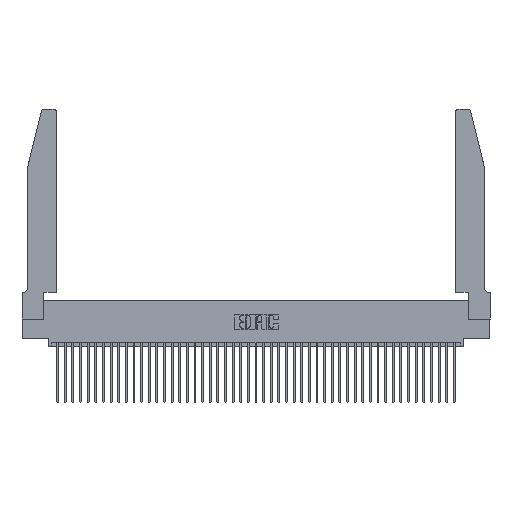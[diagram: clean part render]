
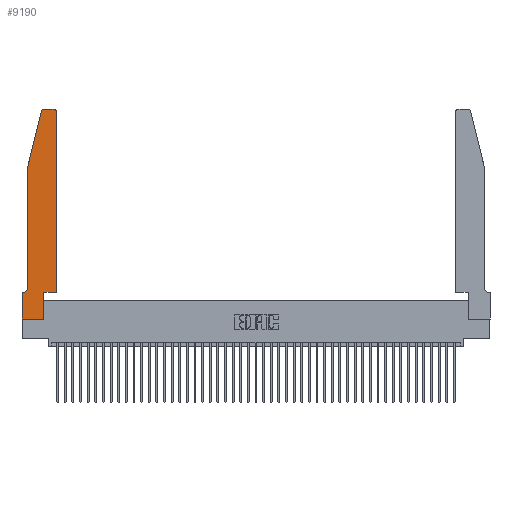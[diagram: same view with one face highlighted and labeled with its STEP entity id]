
A CAD part, top view. The second image highlights one B-rep face of the part: STEP entity #9190.
In plain terms, the highlighted planar face has unit normal (0, 0, 1).
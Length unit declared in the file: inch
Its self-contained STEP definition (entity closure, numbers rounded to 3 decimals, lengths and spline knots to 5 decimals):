
#282 = VECTOR ( 'NONE', #2560, 39.37008 ) ;
#1312 = CARTESIAN_POINT ( 'NONE',  ( 0.4505, 0.35, 0.37 ) ) ;
#1314 = VERTEX_POINT ( 'NONE', #2653 ) ;
#1371 = EDGE_CURVE ( 'NONE', #27756, #22709, #35471, .T. ) ;
#1779 = CARTESIAN_POINT ( 'NONE',  ( 0.284, 2.72, 0.37 ) ) ;
#1815 = LINE ( 'NONE', #3411, #14398 ) ;
#1943 = DIRECTION ( 'NONE',  ( 0., 0., 1. ) ) ;
#1975 = LINE ( 'NONE', #42471, #37312 ) ;
#2560 = DIRECTION ( 'NONE',  ( 0., 1., 0. ) ) ;
#2653 = CARTESIAN_POINT ( 'NONE',  ( 0., 0., 0.37 ) ) ;
#3282 = CARTESIAN_POINT ( 'NONE',  ( 0.2865, 0.35, 0.37 ) ) ;
#3309 = VERTEX_POINT ( 'NONE', #38131 ) ;
#3342 = ORIENTED_EDGE ( 'NONE', *, *, #7945, .T. ) ;
#3382 = VECTOR ( 'NONE', #30974, 39.37008 ) ;
#3411 = CARTESIAN_POINT ( 'NONE',  ( 0.0755, 2., 0.37 ) ) ;
#4719 = LINE ( 'NONE', #11958, #28152 ) ;
#5769 = DIRECTION ( 'NONE',  ( 1., 0., 0. ) ) ;
#6190 = LINE ( 'NONE', #30209, #21950 ) ;
#7500 = CARTESIAN_POINT ( 'NONE',  ( 0.0755, 0.42, 0.37 ) ) ;
#7715 = DIRECTION ( 'NONE',  ( 1., 0., 0. ) ) ;
#7945 = EDGE_CURVE ( 'NONE', #31146, #28032, #1975, .T. ) ;
#8250 = EDGE_CURVE ( 'NONE', #15858, #44910, #43311, .T. ) ;
#9190 = ADVANCED_FACE ( 'NONE', ( #11093 ), #15002, .T. ) ;
#9527 = VERTEX_POINT ( 'NONE', #26324 ) ;
#10046 = CARTESIAN_POINT ( 'NONE',  ( 0.4505, 2.72, 0.37 ) ) ;
#10292 = EDGE_CURVE ( 'NONE', #1314, #9527, #6190, .T. ) ;
#10416 = CARTESIAN_POINT ( 'NONE',  ( 0.25487, 2.72718, 0.37 ) ) ;
#11093 = FACE_OUTER_BOUND ( 'NONE', #38725, .T. ) ;
#11715 = DIRECTION ( 'NONE',  ( 0., 0., 1. ) ) ;
#11958 = CARTESIAN_POINT ( 'NONE',  ( 0., 0., 0.37 ) ) ;
#12379 = CARTESIAN_POINT ( 'NONE',  ( 0.0055, 0.42, 0.37 ) ) ;
#12710 = VERTEX_POINT ( 'NONE', #7500 ) ;
#13085 = DIRECTION ( 'NONE',  ( -0.239, -0.971, 0. ) ) ;
#13501 = AXIS2_PLACEMENT_3D ( 'NONE', #25230, #11715, #35870 ) ;
#13539 = VECTOR ( 'NONE', #17518, 39.37008 ) ;
#13650 = ORIENTED_EDGE ( 'NONE', *, *, #27518, .T. ) ;
#13954 = VECTOR ( 'NONE', #38276, 39.37008 ) ;
#14028 = CARTESIAN_POINT ( 'NONE',  ( 0.4505, 0.35, 0.37 ) ) ;
#14398 = VECTOR ( 'NONE', #43902, 39.37008 ) ;
#14543 = ORIENTED_EDGE ( 'NONE', *, *, #8250, .T. ) ;
#14738 = ORIENTED_EDGE ( 'NONE', *, *, #10292, .T. ) ;
#15002 = PLANE ( 'NONE',  #25317 ) ;
#15037 = AXIS2_PLACEMENT_3D ( 'NONE', #12379, #22878, #33141 ) ;
#15054 = ORIENTED_EDGE ( 'NONE', *, *, #23017, .T. ) ;
#15315 = DIRECTION ( 'NONE',  ( 0., 0., 1. ) ) ;
#15741 = CIRCLE ( 'NONE', #15037, 0.07 ) ;
#15858 = VERTEX_POINT ( 'NONE', #25618 ) ;
#16401 = EDGE_CURVE ( 'NONE', #44910, #1314, #4719, .T. ) ;
#17518 = DIRECTION ( 'NONE',  ( 0., 1., 0. ) ) ;
#19973 = CARTESIAN_POINT ( 'NONE',  ( 0.2865, 0.35, 0.37 ) ) ;
#21950 = VECTOR ( 'NONE', #28042, 39.37008 ) ;
#22211 = ORIENTED_EDGE ( 'NONE', *, *, #16401, .T. ) ;
#22228 = AXIS2_PLACEMENT_3D ( 'NONE', #1779, #1943, #5769 ) ;
#22709 = VERTEX_POINT ( 'NONE', #33502 ) ;
#22878 = DIRECTION ( 'NONE',  ( 0., 0., -1. ) ) ;
#23017 = EDGE_CURVE ( 'NONE', #44507, #42722, #33056, .T. ) ;
#23927 = EDGE_CURVE ( 'NONE', #3309, #44507, #25364, .T. ) ;
#25007 = ORIENTED_EDGE ( 'NONE', *, *, #34083, .T. ) ;
#25230 = CARTESIAN_POINT ( 'NONE',  ( 0.4205, 2.72, 0.37 ) ) ;
#25317 = AXIS2_PLACEMENT_3D ( 'NONE', #39233, #15315, #42792 ) ;
#25364 = CIRCLE ( 'NONE', #22228, 0.03 ) ;
#25618 = CARTESIAN_POINT ( 'NONE',  ( 0.0055, 0.35, 0.37 ) ) ;
#26282 = LINE ( 'NONE', #28091, #3382 ) ;
#26324 = CARTESIAN_POINT ( 'NONE',  ( 0.2865, 0., 0.37 ) ) ;
#27101 = LINE ( 'NONE', #14028, #13539 ) ;
#27518 = EDGE_CURVE ( 'NONE', #12710, #15858, #15741, .T. ) ;
#27756 = VERTEX_POINT ( 'NONE', #10046 ) ;
#28032 = VERTEX_POINT ( 'NONE', #1312 ) ;
#28042 = DIRECTION ( 'NONE',  ( 1., 0., 0. ) ) ;
#28091 = CARTESIAN_POINT ( 'NONE',  ( 0.2605, 2.75, 0.37 ) ) ;
#28152 = VECTOR ( 'NONE', #36265, 39.37008 ) ;
#28596 = ORIENTED_EDGE ( 'NONE', *, *, #36439, .T. ) ;
#29548 = EDGE_CURVE ( 'NONE', #9527, #31146, #40007, .T. ) ;
#30209 = CARTESIAN_POINT ( 'NONE',  ( 0., 0., 0.37 ) ) ;
#30399 = CARTESIAN_POINT ( 'NONE',  ( 0.0755, 2., 0.37 ) ) ;
#30974 = DIRECTION ( 'NONE',  ( -1., 0., 0. ) ) ;
#31146 = VERTEX_POINT ( 'NONE', #3282 ) ;
#31520 = ORIENTED_EDGE ( 'NONE', *, *, #1371, .T. ) ;
#33056 = LINE ( 'NONE', #30399, #44537 ) ;
#33141 = DIRECTION ( 'NONE',  ( -1., 0., 0. ) ) ;
#33502 = CARTESIAN_POINT ( 'NONE',  ( 0.4205, 2.75, 0.37 ) ) ;
#34083 = EDGE_CURVE ( 'NONE', #28032, #27756, #27101, .T. ) ;
#35471 = CIRCLE ( 'NONE', #13501, 0.03 ) ;
#35870 = DIRECTION ( 'NONE',  ( 1., 0., 0. ) ) ;
#36265 = DIRECTION ( 'NONE',  ( 0., -1., 0. ) ) ;
#36364 = CARTESIAN_POINT ( 'NONE',  ( 0., 0.35, 0.37 ) ) ;
#36439 = EDGE_CURVE ( 'NONE', #42722, #12710, #1815, .T. ) ;
#37312 = VECTOR ( 'NONE', #7715, 39.37008 ) ;
#38131 = CARTESIAN_POINT ( 'NONE',  ( 0.284, 2.75, 0.37 ) ) ;
#38276 = DIRECTION ( 'NONE',  ( -1., 0., 0. ) ) ;
#38725 = EDGE_LOOP ( 'NONE', ( #42516, #40666, #15054, #28596, #13650, #14543, #22211, #14738, #42575, #3342, #25007, #31520 ) ) ;
#39233 = CARTESIAN_POINT ( 'NONE',  ( 0., 0.35, 0.37 ) ) ;
#40007 = LINE ( 'NONE', #19973, #282 ) ;
#40666 = ORIENTED_EDGE ( 'NONE', *, *, #23927, .T. ) ;
#41615 = CARTESIAN_POINT ( 'NONE',  ( 0.0755, 2., 0.37 ) ) ;
#42471 = CARTESIAN_POINT ( 'NONE',  ( 0.4505, 0.35, 0.37 ) ) ;
#42516 = ORIENTED_EDGE ( 'NONE', *, *, #42767, .T. ) ;
#42575 = ORIENTED_EDGE ( 'NONE', *, *, #29548, .T. ) ;
#42722 = VERTEX_POINT ( 'NONE', #41615 ) ;
#42767 = EDGE_CURVE ( 'NONE', #22709, #3309, #26282, .T. ) ;
#42792 = DIRECTION ( 'NONE',  ( 1., 0., 0. ) ) ;
#43311 = LINE ( 'NONE', #44574, #13954 ) ;
#43902 = DIRECTION ( 'NONE',  ( 0., -1., 0. ) ) ;
#44507 = VERTEX_POINT ( 'NONE', #10416 ) ;
#44537 = VECTOR ( 'NONE', #13085, 39.37008 ) ;
#44574 = CARTESIAN_POINT ( 'NONE',  ( 0.0755, 0.35, 0.37 ) ) ;
#44910 = VERTEX_POINT ( 'NONE', #36364 ) ;
